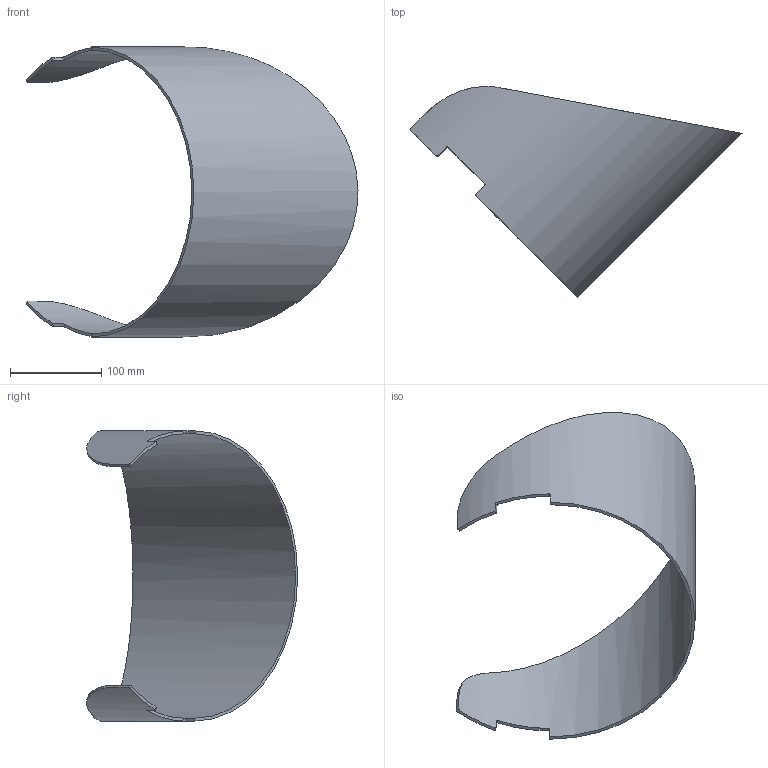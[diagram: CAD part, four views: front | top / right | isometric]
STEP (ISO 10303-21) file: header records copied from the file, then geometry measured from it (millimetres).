
FILE_DESCRIPTION(/* description */ (''),/* implementation_level */ '2;1');
FILE_NAME(/* name */ 'hopper.step',/* time_stamp */ '2022-02-27T11:44:42-08:00',/* author */ (''),/* organization */ (''),/* preprocessor_version */ 'ST-DEVELOPER v18.1',/* originating_system */ 'Autodesk Translation Framework v10.13.0.1454',/* authorisation */ '');
FILE_SCHEMA (('AUTOMOTIVE_DESIGN { 1 0 10303 214 3 1 1 }'));
Length unit declared in the file: inch
Products named in the file (2): John_1; EGG BIB
Assembly tree (1 placements, depth 2):
  John_1
    EGG BIB
Bounding box: 363.23 x 231.19 x 317.5 mm (x, y, z)
Volume: 402621.5 mm3; surface area: 259224.2 mm2
Topology: 1 solids, 1 shells, 24 faces, 66 edges, 44 vertices
Faces by surface type: cylinder 12, plane 12
Entity records: 1006 total; most frequent: CARTESIAN_POINT 345, ORIENTED_EDGE 132, DIRECTION 112, EDGE_CURVE 66, VERTEX_POINT 44, AXIS2_PLACEMENT_3D 39, LINE 34, VECTOR 34
